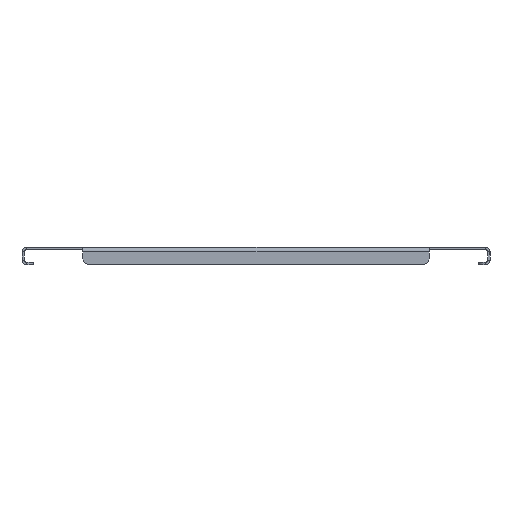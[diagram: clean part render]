
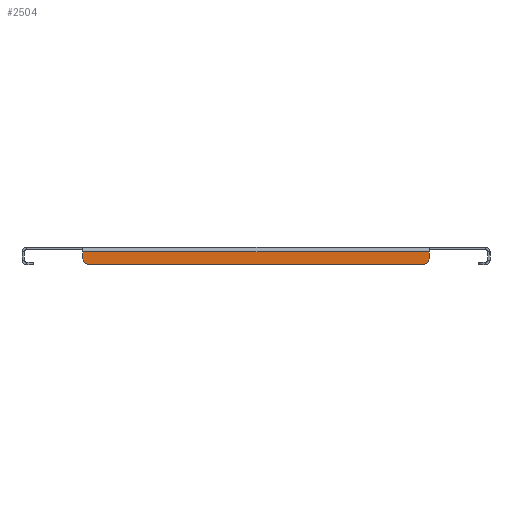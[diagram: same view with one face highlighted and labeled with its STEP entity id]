
A CAD part, left-side view. The second image highlights one B-rep face of the part: STEP entity #2504.
In plain terms, the highlighted planar face has unit normal (-1, 0, 0).
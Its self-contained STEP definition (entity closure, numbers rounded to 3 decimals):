
#26 = PLANE ( 'NONE',  #1593 ) ;
#57 = VERTEX_POINT ( 'NONE', #1048 ) ;
#64 = CARTESIAN_POINT ( 'NONE',  ( -299.5, 142., -15. ) ) ;
#151 = VERTEX_POINT ( 'NONE', #1884 ) ;
#178 = CARTESIAN_POINT ( 'NONE',  ( -299.5, -148., -15. ) ) ;
#510 = DIRECTION ( 'NONE',  ( 1., 0., 0. ) ) ;
#516 = ORIENTED_EDGE ( 'NONE', *, *, #2553, .F. ) ;
#529 = ORIENTED_EDGE ( 'NONE', *, *, #2805, .T. ) ;
#530 = CIRCLE ( 'NONE', #2058, 6. ) ;
#586 = AXIS2_PLACEMENT_3D ( 'NONE', #2732, #1588, #2520 ) ;
#641 = ORIENTED_EDGE ( 'NONE', *, *, #754, .T. ) ;
#689 = DIRECTION ( 'NONE',  ( 0., 0., -1. ) ) ;
#754 = EDGE_CURVE ( 'NONE', #1658, #2510, #2406, .T. ) ;
#782 = VECTOR ( 'NONE', #2941, 1000. ) ;
#940 = CARTESIAN_POINT ( 'NONE',  ( -299.5, 0., 0. ) ) ;
#970 = CARTESIAN_POINT ( 'NONE',  ( -299.5, -142., -9. ) ) ;
#1003 = VERTEX_POINT ( 'NONE', #2489 ) ;
#1048 = CARTESIAN_POINT ( 'NONE',  ( -299.5, 148., -4. ) ) ;
#1133 = DIRECTION ( 'NONE',  ( -1., 0., 0. ) ) ;
#1142 = CARTESIAN_POINT ( 'NONE',  ( -299.5, -148., -4. ) ) ;
#1160 = FACE_OUTER_BOUND ( 'NONE', #1899, .T. ) ;
#1261 = DIRECTION ( 'NONE',  ( 0., 1., 0. ) ) ;
#1482 = DIRECTION ( 'NONE',  ( 0., 0., -1. ) ) ;
#1503 = ORIENTED_EDGE ( 'NONE', *, *, #2053, .T. ) ;
#1588 = DIRECTION ( 'NONE',  ( -1., 0., 0. ) ) ;
#1590 = CARTESIAN_POINT ( 'NONE',  ( -299.5, -200., -4. ) ) ;
#1593 = AXIS2_PLACEMENT_3D ( 'NONE', #940, #510, #689 ) ;
#1658 = VERTEX_POINT ( 'NONE', #1828 ) ;
#1798 = DIRECTION ( 'NONE',  ( 0., 0., 1. ) ) ;
#1827 = VECTOR ( 'NONE', #1482, 1000. ) ;
#1828 = CARTESIAN_POINT ( 'NONE',  ( -299.5, 148., -9. ) ) ;
#1850 = EDGE_CURVE ( 'NONE', #57, #2879, #2709, .T. ) ;
#1884 = CARTESIAN_POINT ( 'NONE',  ( -299.5, -142., -15. ) ) ;
#1899 = EDGE_LOOP ( 'NONE', ( #516, #529, #2813, #1941, #1503, #641 ) ) ;
#1941 = ORIENTED_EDGE ( 'NONE', *, *, #1850, .F. ) ;
#1961 = CARTESIAN_POINT ( 'NONE',  ( -299.5, -200., -15. ) ) ;
#1980 = LINE ( 'NONE', #2861, #1827 ) ;
#2053 = EDGE_CURVE ( 'NONE', #57, #1658, #1980, .T. ) ;
#2058 = AXIS2_PLACEMENT_3D ( 'NONE', #970, #1133, #2970 ) ;
#2160 = LINE ( 'NONE', #1961, #2367 ) ;
#2277 = EDGE_CURVE ( 'NONE', #1003, #2879, #2287, .T. ) ;
#2287 = LINE ( 'NONE', #178, #2408 ) ;
#2367 = VECTOR ( 'NONE', #1261, 1000. ) ;
#2406 = CIRCLE ( 'NONE', #586, 6. ) ;
#2408 = VECTOR ( 'NONE', #1798, 1000. ) ;
#2489 = CARTESIAN_POINT ( 'NONE',  ( -299.5, -148., -9. ) ) ;
#2504 = ADVANCED_FACE ( 'NONE', ( #1160 ), #26, .F. ) ;
#2510 = VERTEX_POINT ( 'NONE', #64 ) ;
#2520 = DIRECTION ( 'NONE',  ( 0., 0., -1. ) ) ;
#2553 = EDGE_CURVE ( 'NONE', #151, #2510, #2160, .T. ) ;
#2709 = LINE ( 'NONE', #1590, #782 ) ;
#2732 = CARTESIAN_POINT ( 'NONE',  ( -299.5, 142., -9. ) ) ;
#2805 = EDGE_CURVE ( 'NONE', #151, #1003, #530, .T. ) ;
#2813 = ORIENTED_EDGE ( 'NONE', *, *, #2277, .T. ) ;
#2861 = CARTESIAN_POINT ( 'NONE',  ( -299.5, 148., -15. ) ) ;
#2879 = VERTEX_POINT ( 'NONE', #1142 ) ;
#2941 = DIRECTION ( 'NONE',  ( 0., -1., 0. ) ) ;
#2970 = DIRECTION ( 'NONE',  ( 0., 0., -1. ) ) ;
